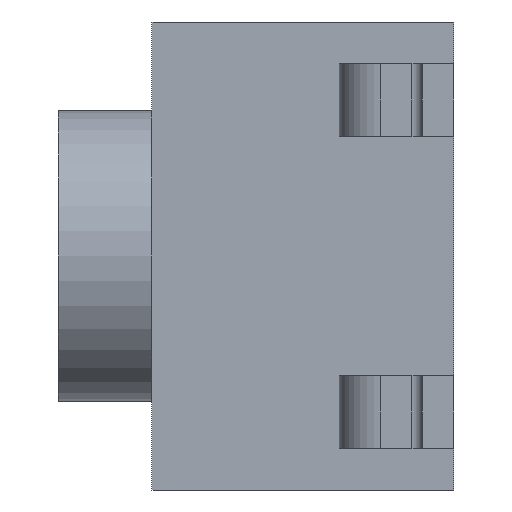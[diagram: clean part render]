
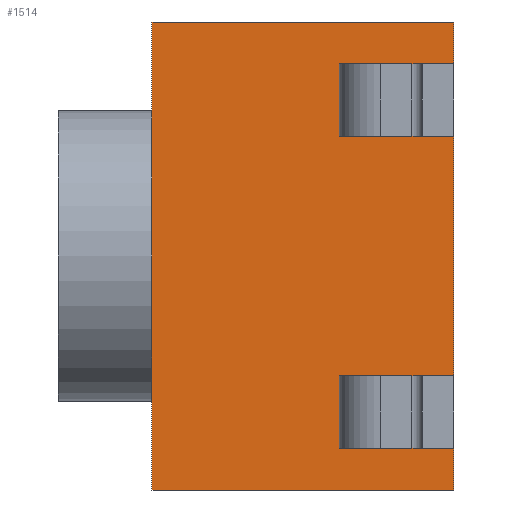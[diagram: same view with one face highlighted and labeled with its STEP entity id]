
A CAD part, left-side view. The second image highlights one B-rep face of the part: STEP entity #1514.
In plain terms, the highlighted planar face has unit normal (-1, 0, 0).
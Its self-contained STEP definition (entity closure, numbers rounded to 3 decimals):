
#75 = CARTESIAN_POINT ( 'NONE',  ( -2.25, 1.1, -1.15 ) ) ;
#84 = EDGE_CURVE ( 'NONE', #138, #1598, #1883, .T. ) ;
#108 = VECTOR ( 'NONE', #1023, 1000. ) ;
#127 = ORIENTED_EDGE ( 'NONE', *, *, #953, .F. ) ;
#138 = VERTEX_POINT ( 'NONE', #1340 ) ;
#142 = VERTEX_POINT ( 'NONE', #1046 ) ;
#161 = EDGE_LOOP ( 'NONE', ( #1048, #127, #1812, #1828 ) ) ;
#223 = DIRECTION ( 'NONE',  ( 0., -1., 0. ) ) ;
#234 = VECTOR ( 'NONE', #542, 1000. ) ;
#235 = VERTEX_POINT ( 'NONE', #988 ) ;
#240 = DIRECTION ( 'NONE',  ( 0., -1., 0. ) ) ;
#242 = LINE ( 'NONE', #259, #234 ) ;
#243 = EDGE_CURVE ( 'NONE', #479, #235, #1130, .T. ) ;
#249 = ORIENTED_EDGE ( 'NONE', *, *, #1173, .F. ) ;
#256 = CARTESIAN_POINT ( 'NONE',  ( -2.25, 3.8, 1.15 ) ) ;
#259 = CARTESIAN_POINT ( 'NONE',  ( -2.25, 1.1, 1.85 ) ) ;
#326 = VECTOR ( 'NONE', #1474, 1000. ) ;
#330 = VECTOR ( 'NONE', #1660, 1000. ) ;
#410 = VECTOR ( 'NONE', #223, 1000. ) ;
#441 = VECTOR ( 'NONE', #1718, 1000. ) ;
#449 = CARTESIAN_POINT ( 'NONE',  ( -2.25, 1.1, 1.85 ) ) ;
#453 = EDGE_LOOP ( 'NONE', ( #911, #707, #822, #547 ) ) ;
#459 = CARTESIAN_POINT ( 'NONE',  ( -2.25, 0.8, 1.85 ) ) ;
#466 = DIRECTION ( 'NONE',  ( 0., 0., 1. ) ) ;
#468 = EDGE_CURVE ( 'NONE', #589, #648, #490, .T. ) ;
#479 = VERTEX_POINT ( 'NONE', #1876 ) ;
#485 = DIRECTION ( 'NONE',  ( 0., 1., 0. ) ) ;
#490 = LINE ( 'NONE', #1566, #441 ) ;
#542 = DIRECTION ( 'NONE',  ( 0., 0., -1. ) ) ;
#547 = ORIENTED_EDGE ( 'NONE', *, *, #1501, .F. ) ;
#571 = VECTOR ( 'NONE', #1305, 1000. ) ;
#589 = VERTEX_POINT ( 'NONE', #75 ) ;
#599 = CARTESIAN_POINT ( 'NONE',  ( -2.25, 0., 2.25 ) ) ;
#628 = FACE_BOUND ( 'NONE', #1859, .T. ) ;
#648 = VERTEX_POINT ( 'NONE', #698 ) ;
#698 = CARTESIAN_POINT ( 'NONE',  ( -2.25, 0.8, -1.15 ) ) ;
#707 = ORIENTED_EDGE ( 'NONE', *, *, #243, .F. ) ;
#758 = EDGE_CURVE ( 'NONE', #1598, #142, #1527, .T. ) ;
#822 = ORIENTED_EDGE ( 'NONE', *, *, #1223, .F. ) ;
#827 = LINE ( 'NONE', #1442, #968 ) ;
#841 = AXIS2_PLACEMENT_3D ( 'NONE', #1554, #1594, #1889 ) ;
#911 = ORIENTED_EDGE ( 'NONE', *, *, #1553, .T. ) ;
#920 = EDGE_CURVE ( 'NONE', #1047, #1684, #1860, .T. ) ;
#938 = VECTOR ( 'NONE', #485, 1000. ) ;
#939 = ORIENTED_EDGE ( 'NONE', *, *, #920, .T. ) ;
#946 = ORIENTED_EDGE ( 'NONE', *, *, #1833, .T. ) ;
#953 = EDGE_CURVE ( 'NONE', #138, #1906, #986, .T. ) ;
#957 = CARTESIAN_POINT ( 'NONE',  ( -2.25, 0.8, -1.85 ) ) ;
#958 = CARTESIAN_POINT ( 'NONE',  ( -2.25, 2.9, 2.25 ) ) ;
#961 = DIRECTION ( 'NONE',  ( 0., 0., -1. ) ) ;
#965 = VERTEX_POINT ( 'NONE', #1909 ) ;
#968 = VECTOR ( 'NONE', #961, 1000. ) ;
#986 = LINE ( 'NONE', #1710, #326 ) ;
#988 = CARTESIAN_POINT ( 'NONE',  ( -2.25, 0.8, 1.15 ) ) ;
#1023 = DIRECTION ( 'NONE',  ( 0., 0., -1. ) ) ;
#1030 = VECTOR ( 'NONE', #240, 1000. ) ;
#1040 = EDGE_CURVE ( 'NONE', #1906, #142, #1443, .T. ) ;
#1046 = CARTESIAN_POINT ( 'NONE',  ( -2.25, 0., 2.25 ) ) ;
#1047 = VERTEX_POINT ( 'NONE', #1940 ) ;
#1048 = ORIENTED_EDGE ( 'NONE', *, *, #1040, .F. ) ;
#1124 = VECTOR ( 'NONE', #466, 1000. ) ;
#1130 = LINE ( 'NONE', #256, #1030 ) ;
#1173 = EDGE_CURVE ( 'NONE', #589, #1684, #242, .T. ) ;
#1223 = EDGE_CURVE ( 'NONE', #1720, #479, #1778, .T. ) ;
#1256 = FACE_OUTER_BOUND ( 'NONE', #161, .T. ) ;
#1274 = PLANE ( 'NONE',  #841 ) ;
#1278 = CARTESIAN_POINT ( 'NONE',  ( -2.25, 2.9, -2.25 ) ) ;
#1305 = DIRECTION ( 'NONE',  ( 0., -1., 0. ) ) ;
#1340 = CARTESIAN_POINT ( 'NONE',  ( -2.25, 2.9, -2.25 ) ) ;
#1393 = CARTESIAN_POINT ( 'NONE',  ( -2.25, 2.9, 2.25 ) ) ;
#1439 = DIRECTION ( 'NONE',  ( 0., 1., 0. ) ) ;
#1442 = CARTESIAN_POINT ( 'NONE',  ( -2.25, 0.8, 1.85 ) ) ;
#1443 = LINE ( 'NONE', #1393, #571 ) ;
#1474 = DIRECTION ( 'NONE',  ( 0., 0., 1. ) ) ;
#1501 = EDGE_CURVE ( 'NONE', #965, #1720, #1724, .T. ) ;
#1514 = ADVANCED_FACE ( 'NONE', ( #1585, #628, #1256 ), #1274, .F. ) ;
#1527 = LINE ( 'NONE', #599, #1124 ) ;
#1553 = EDGE_CURVE ( 'NONE', #965, #235, #827, .T. ) ;
#1554 = CARTESIAN_POINT ( 'NONE',  ( -2.25, 2.9, 2.25 ) ) ;
#1566 = CARTESIAN_POINT ( 'NONE',  ( -2.25, 3.8, -1.15 ) ) ;
#1585 = FACE_BOUND ( 'NONE', #453, .T. ) ;
#1594 = DIRECTION ( 'NONE',  ( 1., 0., 0. ) ) ;
#1598 = VERTEX_POINT ( 'NONE', #1938 ) ;
#1631 = CARTESIAN_POINT ( 'NONE',  ( -2.25, 1.1, -1.85 ) ) ;
#1660 = DIRECTION ( 'NONE',  ( 0., 0., -1. ) ) ;
#1684 = VERTEX_POINT ( 'NONE', #1631 ) ;
#1710 = CARTESIAN_POINT ( 'NONE',  ( -2.25, 2.9, 2.25 ) ) ;
#1718 = DIRECTION ( 'NONE',  ( 0., -1., 0. ) ) ;
#1720 = VERTEX_POINT ( 'NONE', #449 ) ;
#1724 = LINE ( 'NONE', #1882, #938 ) ;
#1729 = ORIENTED_EDGE ( 'NONE', *, *, #468, .T. ) ;
#1737 = VECTOR ( 'NONE', #1439, 1000. ) ;
#1778 = LINE ( 'NONE', #1934, #108 ) ;
#1812 = ORIENTED_EDGE ( 'NONE', *, *, #84, .T. ) ;
#1828 = ORIENTED_EDGE ( 'NONE', *, *, #758, .T. ) ;
#1833 = EDGE_CURVE ( 'NONE', #648, #1047, #1840, .T. ) ;
#1840 = LINE ( 'NONE', #459, #330 ) ;
#1859 = EDGE_LOOP ( 'NONE', ( #249, #1729, #946, #939 ) ) ;
#1860 = LINE ( 'NONE', #957, #1737 ) ;
#1876 = CARTESIAN_POINT ( 'NONE',  ( -2.25, 1.1, 1.15 ) ) ;
#1882 = CARTESIAN_POINT ( 'NONE',  ( -2.25, 0.8, 1.85 ) ) ;
#1883 = LINE ( 'NONE', #1278, #410 ) ;
#1889 = DIRECTION ( 'NONE',  ( 0., 0., -1. ) ) ;
#1906 = VERTEX_POINT ( 'NONE', #958 ) ;
#1909 = CARTESIAN_POINT ( 'NONE',  ( -2.25, 0.8, 1.85 ) ) ;
#1934 = CARTESIAN_POINT ( 'NONE',  ( -2.25, 1.1, 1.85 ) ) ;
#1938 = CARTESIAN_POINT ( 'NONE',  ( -2.25, 0., -2.25 ) ) ;
#1940 = CARTESIAN_POINT ( 'NONE',  ( -2.25, 0.8, -1.85 ) ) ;
